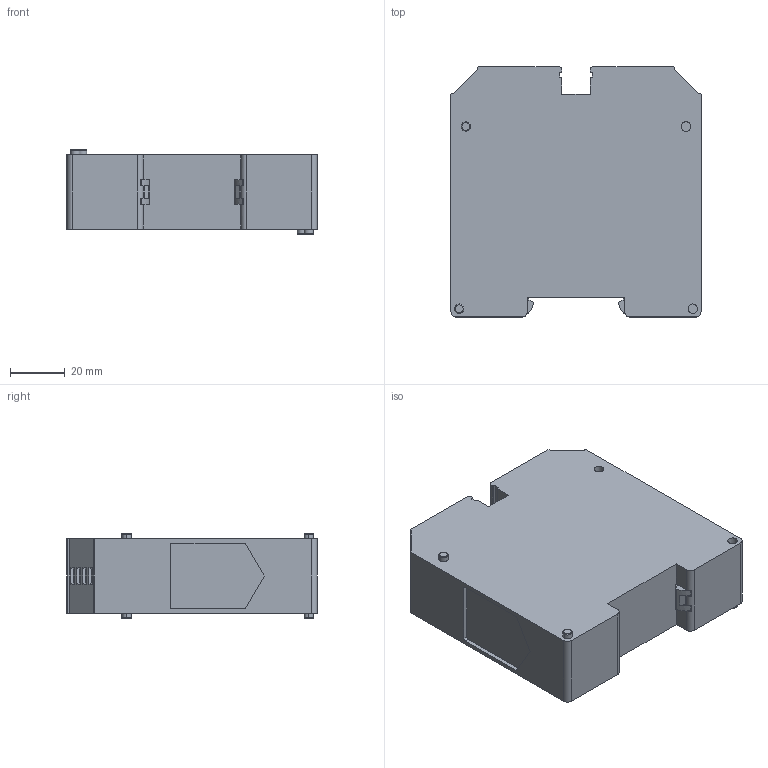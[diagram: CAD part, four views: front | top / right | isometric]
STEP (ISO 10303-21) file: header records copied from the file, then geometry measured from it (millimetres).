
FILE_DESCRIPTION(/* description */ (''),/* implementation_level */ '2;1');
FILE_NAME(/* name */ '17165_SRK_120_2A.stp',/* time_stamp */ '2022-02-10T16:43:11+01:00',/* author */ (''),/* organization */ (''),/* preprocessor_version */ 'ST-DEVELOPER v16.7',/* originating_system */ 'SIEMENS PLM Software NX 12.0',/* authorisation */ '');
FILE_SCHEMA (('AUTOMOTIVE_DESIGN { 1 0 10303 214 3 1 1 1 }'));
Length unit declared in the file: millimetre
Products named in the file (1): 17165_SRK_120_2A
Bounding box: 91 x 91 x 31 mm (x, y, z)
Volume: 208429.8 mm3; surface area: 26764.9 mm2
Topology: 1 solids, 1 shells, 176 faces, 458 edges, 304 vertices
Faces by surface type: plane 114, cylinder 54, torus 8
Full cylindrical faces by diameter (mm): 3.5 x4
Entity records: 5583 total; most frequent: CARTESIAN_POINT 939, DIRECTION 936, ORIENTED_EDGE 900, EDGE_CURVE 450, AXIS2_PLACEMENT_3D 313, LINE 310, VECTOR 310, VERTEX_POINT 300
